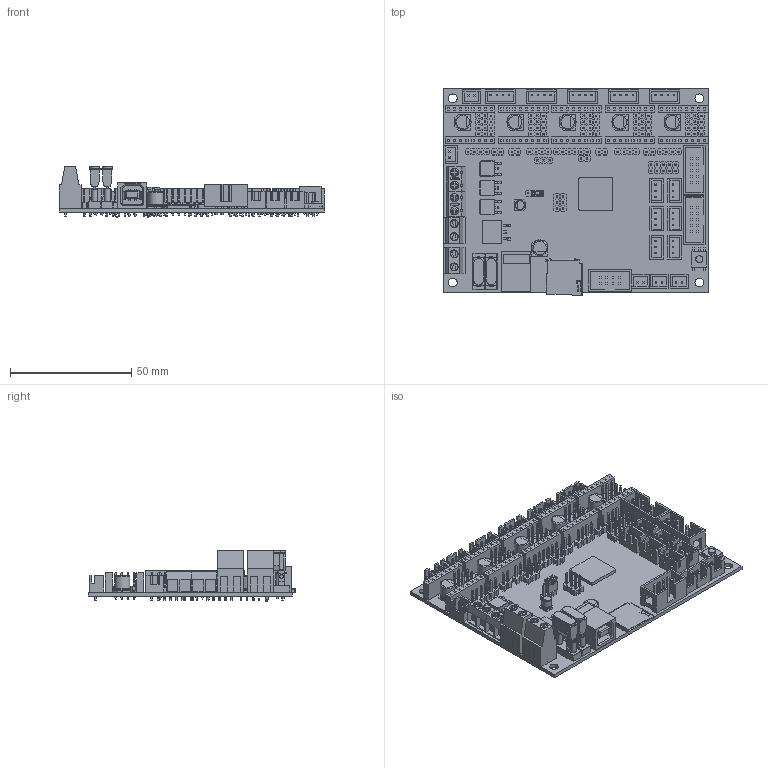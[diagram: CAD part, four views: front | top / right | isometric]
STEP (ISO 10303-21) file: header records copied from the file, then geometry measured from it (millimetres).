
FILE_DESCRIPTION(/* description */ (''),/* implementation_level */ '2;1');
FILE_NAME(/* name */ 'BT V1.3 R2.stp',/* time_stamp */ '2019-10-09T15:34:00+07:00',/* author */ ('lenovo'),/* organization */ (''),/* preprocessor_version */ 'ST-DEVELOPER v16.13',/* originating_system */ 'Autodesk Inventor 2018',/* authorisation */ '');
FILE_SCHEMA (('AUTOMOTIVE_DESIGN { 1 0 10303 214 3 1 1 }'));
Length unit declared in the file: millimetre
Products named in the file (26): BT V1.3 R2; Main board; Main CPU; 10 pin male socket v2; 8 pin male socket v6; JST XH 4 v3; Power FeT 2 v4; Power FeT 1 v4; Reset button v2; USB socket v6; Elco10_35 v2; Elco100_35 v3; 2 pole terminal block v7 v7; JST XH 3 v3; 4 PIN HEADER v2; stepper socket v7; Pin header jumper v5; 2 PIN HEADER v2; 3 PIN HEADER v2; 3 PIN HEADER blk v1; JST XH 2 v3; 2 PIN HEADER blk v2; Micro SD card slot v3; blk power terminal v3; PCB fuse 10 amp V2 v3; PCB fuse 20 amp V2 v1
Assembly tree (92 placements, depth 2):
  BT V1.3 R2
    Main board
    Main CPU
    10 pin male socket v2  x2
    8 pin male socket v6
    JST XH 2 v3  x5
    JST XH 4 v3  x5
    Power FeT 2 v4  x3
    Power FeT 1 v4
    Reset button v2
    JST XH 3 v3  x6
    USB socket v6
    Elco10_35 v2
    Elco100_35 v3  x6
    2 pole terminal block v7 v7  x2
    4 PIN HEADER v2  x10
    2 PIN HEADER v2  x30
    stepper socket v7  x5
    Pin header jumper v5
    3 PIN HEADER v2
    3 PIN HEADER blk v1  x3
    2 PIN HEADER blk v2
    Micro SD card slot v3
    blk power terminal v3  x2
    PCB fuse 10 amp V2 v3
    PCB fuse 20 amp V2 v1
Bounding box: 109.69 x 85.61 x 20.97 mm (x, y, z)
Volume: 33092.7 mm3; surface area: 56798.1 mm2
Topology: 112 solids, 112 shells, 6720 faces, 16357 edges, 10260 vertices
Faces by surface type: plane 6470, cylinder 200, torus 34, bspline 8, sphere 6, cone 2
Full cylindrical faces by diameter (mm): 1 x4, 1.4 x4, 3 x5, 3.01 x1, 3.057 x4, 3.3 x4, 3.4 x4, 3.6 x5, 4 x2, 5.9 x6, 6.3 x12
Entity records: 55577 total; most frequent: CARTESIAN_POINT 9585, ORIENTED_EDGE 8984, DIRECTION 8651, EDGE_CURVE 4492, LINE 4129, VECTOR 4129, VERTEX_POINT 2901, AXIS2_PLACEMENT_3D 2261
